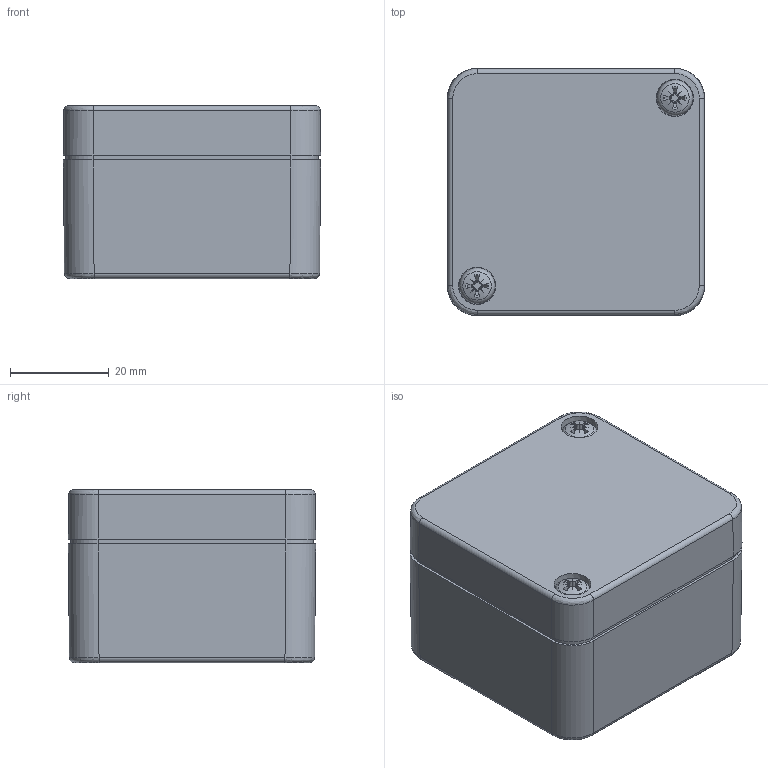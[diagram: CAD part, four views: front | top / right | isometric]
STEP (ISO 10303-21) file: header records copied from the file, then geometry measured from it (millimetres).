
FILE_DESCRIPTION((''),'2;1');
FILE_NAME('03-0110-0100-MBM-MBT-050504.stp','2007-04-16T20:02:01',('PC'),(''),'Autodesk Inventor 10','Autodesk Inventor 10','');
FILE_SCHEMA(('AUTOMOTIVE_DESIGN { 1 0 10303 214 1 1 1 1 }'));
Length unit declared in the file: millimetre
Products named in the file (7): 03-0110-0100-MBM-MBT-050504; UT-PC-050504; OT-PC-050504; Gewindemuffe-M4; Flachkopfschraube mit Kreuzschlitz - Typ IA - Metrisch M4x0.7 x 20; O-Ring-03-100
Assembly tree (7 placements, depth 2):
  03-0110-0100-MBM-MBT-050504
    UT-PC-050504
    OT-PC-050504
    Gewindemuffe-M4  x2
    Flachkopfschraube mit Kreuzschlitz - Typ IA - Metrisch M4x0.7 x 20
    Flachkopfschraube mit Kreuzschlitz - Typ IA - Metrisch M4x0.7 x 20
    O-Ring-03-100
Bounding box: 52 x 50 x 35.04 mm (x, y, z)
Volume: 33007.4 mm3; surface area: 28398.5 mm2
Topology: 7 solids, 7 shells, 382 faces, 954 edges, 610 vertices
Faces by surface type: plane 144, cylinder 88, bspline 88, cone 50, torus 10, sphere 2
Full cylindrical faces by diameter (mm): 2.25 x12, 4 x2, 5 x2, 7.2 x2, 8 x2
Entity records: 33857 total; most frequent: CARTESIAN_POINT 25305, ORIENTED_EDGE 1796, DIRECTION 1590, EDGE_CURVE 898, AXIS2_PLACEMENT_3D 629, VERTEX_POINT 598, EDGE_LOOP 456, FACE_OUTER_BOUND 376
